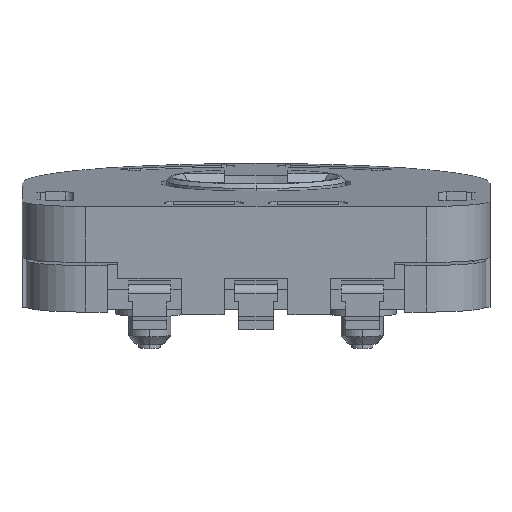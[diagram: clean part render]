
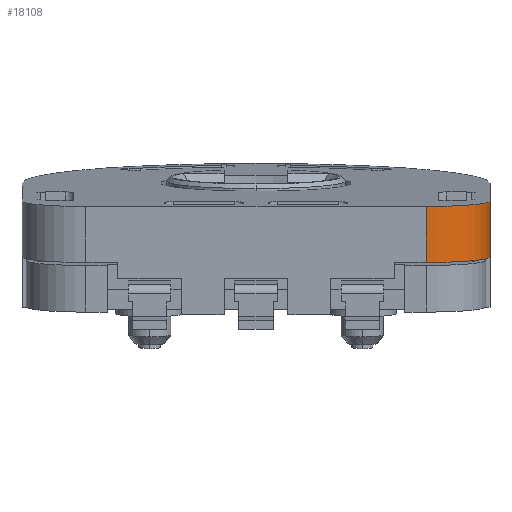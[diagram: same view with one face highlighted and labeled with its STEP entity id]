
A CAD part, front view. The second image highlights one B-rep face of the part: STEP entity #18108.
In plain terms, the highlighted cylindrical face has radius 1.5 mm (diameter 3 mm), a partial arc.
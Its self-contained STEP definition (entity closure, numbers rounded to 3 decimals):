
#8462 = PLANE('',#8463);
#8463 = AXIS2_PLACEMENT_3D('',#8464,#8465,#8466);
#8464 = CARTESIAN_POINT('',(-3.,-1.745,-77.86));
#8465 = DIRECTION('',(0.,0.996,0.084));
#8466 = DIRECTION('',(-1.,0.,0.));
#11244 = PLANE('',#11245);
#11245 = AXIS2_PLACEMENT_3D('',#11246,#11247,#11248);
#11246 = CARTESIAN_POINT('',(-7.,4.563,-75.32));
#11247 = DIRECTION('',(0.,-0.084,0.996));
#11248 = DIRECTION('',(0.,-0.996,-0.084));
#11296 = PLANE('',#11297);
#11297 = AXIS2_PLACEMENT_3D('',#11298,#11299,#11300);
#11298 = CARTESIAN_POINT('',(-1.5,4.732,-77.313));
#11299 = DIRECTION('',(-1.,0.,0.));
#11300 = DIRECTION('',(0.,-0.996,-0.084));
#12214 = PLANE('',#12215);
#12215 = AXIS2_PLACEMENT_3D('',#12216,#12217,#12218);
#12216 = CARTESIAN_POINT('',(-3.,-0.308,-77.056));
#12217 = DIRECTION('',(0.,0.084,-0.996));
#12218 = DIRECTION('',(0.,0.996,0.084));
#12526 = VERTEX_POINT('',#12527);
#12527 = CARTESIAN_POINT('',(-3.,-1.802,-77.183));
#12548 = EDGE_CURVE('',#12549,#12526,#12551,.T.);
#12549 = VERTEX_POINT('',#12550);
#12550 = CARTESIAN_POINT('',(-1.5,-0.308,-77.056));
#12551 = SURFACE_CURVE('',#12552,(#12557,#12564),.PCURVE_S1.);
#12552 = CIRCLE('',#12553,1.5);
#12553 = AXIS2_PLACEMENT_3D('',#12554,#12555,#12556);
#12554 = CARTESIAN_POINT('',(-3.,-0.308,-77.056));
#12555 = DIRECTION('',(0.,0.084,-0.996));
#12556 = DIRECTION('',(1.,0.,0.));
#12557 = PCURVE('',#12214,#12558);
#12558 = DEFINITIONAL_REPRESENTATION('',(#12559),#12563);
#12559 = CIRCLE('',#12560,1.5);
#12560 = AXIS2_PLACEMENT_2D('',#12561,#12562);
#12561 = CARTESIAN_POINT('',(0.,0.));
#12562 = DIRECTION('',(0.,1.));
#12563 = ( GEOMETRIC_REPRESENTATION_CONTEXT(2) 
PARAMETRIC_REPRESENTATION_CONTEXT() REPRESENTATION_CONTEXT('2D SPACE',''
  ) );
#12564 = PCURVE('',#12565,#12570);
#12565 = CYLINDRICAL_SURFACE('',#12566,1.5);
#12566 = AXIS2_PLACEMENT_3D('',#12567,#12568,#12569);
#12567 = CARTESIAN_POINT('',(-3.,-0.25,-77.734));
#12568 = DIRECTION('',(0.,-0.084,0.996));
#12569 = DIRECTION('',(0.,-0.996,-0.084));
#12570 = DEFINITIONAL_REPRESENTATION('',(#12571),#12575);
#12571 = LINE('',#12572,#12573);
#12572 = CARTESIAN_POINT('',(1.571,0.68));
#12573 = VECTOR('',#12574,1.);
#12574 = DIRECTION('',(-1.,0.));
#12575 = ( GEOMETRIC_REPRESENTATION_CONTEXT(2) 
PARAMETRIC_REPRESENTATION_CONTEXT() REPRESENTATION_CONTEXT('2D SPACE',''
  ) );
#13390 = VERTEX_POINT('',#13391);
#13391 = CARTESIAN_POINT('',(-3.,-1.914,-75.867));
#13412 = EDGE_CURVE('',#13390,#12526,#13413,.T.);
#13413 = SURFACE_CURVE('',#13414,(#13418,#13425),.PCURVE_S1.);
#13414 = LINE('',#13415,#13416);
#13415 = CARTESIAN_POINT('',(-3.,-1.914,-75.867));
#13416 = VECTOR('',#13417,1.);
#13417 = DIRECTION('',(0.,0.084,-0.996));
#13418 = PCURVE('',#8462,#13419);
#13419 = DEFINITIONAL_REPRESENTATION('',(#13420),#13424);
#13420 = LINE('',#13421,#13422);
#13421 = CARTESIAN_POINT('',(0.,2.));
#13422 = VECTOR('',#13423,1.);
#13423 = DIRECTION('',(0.,-1.));
#13424 = ( GEOMETRIC_REPRESENTATION_CONTEXT(2) 
PARAMETRIC_REPRESENTATION_CONTEXT() REPRESENTATION_CONTEXT('2D SPACE',''
  ) );
#13425 = PCURVE('',#12565,#13426);
#13426 = DEFINITIONAL_REPRESENTATION('',(#13427),#13431);
#13427 = LINE('',#13428,#13429);
#13428 = CARTESIAN_POINT('',(0.,2.));
#13429 = VECTOR('',#13430,1.);
#13430 = DIRECTION('',(0.,-1.));
#13431 = ( GEOMETRIC_REPRESENTATION_CONTEXT(2) 
PARAMETRIC_REPRESENTATION_CONTEXT() REPRESENTATION_CONTEXT('2D SPACE',''
  ) );
#15713 = EDGE_CURVE('',#13390,#15714,#15716,.T.);
#15714 = VERTEX_POINT('',#15715);
#15715 = CARTESIAN_POINT('',(-1.5,-0.419,-75.741));
#15716 = SURFACE_CURVE('',#15717,(#15722,#15729),.PCURVE_S1.);
#15717 = CIRCLE('',#15718,1.5);
#15718 = AXIS2_PLACEMENT_3D('',#15719,#15720,#15721);
#15719 = CARTESIAN_POINT('',(-3.,-0.419,-75.741));
#15720 = DIRECTION('',(0.,-0.084,0.996));
#15721 = DIRECTION('',(0.,-0.996,-0.084));
#15722 = PCURVE('',#11244,#15723);
#15723 = DEFINITIONAL_REPRESENTATION('',(#15724),#15728);
#15724 = CIRCLE('',#15725,1.5);
#15725 = AXIS2_PLACEMENT_2D('',#15726,#15727);
#15726 = CARTESIAN_POINT('',(5.,4.));
#15727 = DIRECTION('',(1.,0.));
#15728 = ( GEOMETRIC_REPRESENTATION_CONTEXT(2) 
PARAMETRIC_REPRESENTATION_CONTEXT() REPRESENTATION_CONTEXT('2D SPACE',''
  ) );
#15729 = PCURVE('',#12565,#15730);
#15730 = DEFINITIONAL_REPRESENTATION('',(#15731),#15735);
#15731 = LINE('',#15732,#15733);
#15732 = CARTESIAN_POINT('',(0.,2.));
#15733 = VECTOR('',#15734,1.);
#15734 = DIRECTION('',(1.,0.));
#15735 = ( GEOMETRIC_REPRESENTATION_CONTEXT(2) 
PARAMETRIC_REPRESENTATION_CONTEXT() REPRESENTATION_CONTEXT('2D SPACE',''
  ) );
#18108 = ADVANCED_FACE('',(#18109),#12565,.T.);
#18109 = FACE_BOUND('',#18110,.T.);
#18110 = EDGE_LOOP('',(#18111,#18112,#18113,#18134));
#18111 = ORIENTED_EDGE('',*,*,#13412,.T.);
#18112 = ORIENTED_EDGE('',*,*,#12548,.F.);
#18113 = ORIENTED_EDGE('',*,*,#18114,.T.);
#18114 = EDGE_CURVE('',#12549,#15714,#18115,.T.);
#18115 = SURFACE_CURVE('',#18116,(#18120,#18127),.PCURVE_S1.);
#18116 = LINE('',#18117,#18118);
#18117 = CARTESIAN_POINT('',(-1.5,-0.308,-77.056));
#18118 = VECTOR('',#18119,1.);
#18119 = DIRECTION('',(0.,-0.084,0.996));
#18120 = PCURVE('',#12565,#18121);
#18121 = DEFINITIONAL_REPRESENTATION('',(#18122),#18126);
#18122 = LINE('',#18123,#18124);
#18123 = CARTESIAN_POINT('',(1.571,0.68));
#18124 = VECTOR('',#18125,1.);
#18125 = DIRECTION('',(0.,1.));
#18126 = ( GEOMETRIC_REPRESENTATION_CONTEXT(2) 
PARAMETRIC_REPRESENTATION_CONTEXT() REPRESENTATION_CONTEXT('2D SPACE',''
  ) );
#18127 = PCURVE('',#11296,#18128);
#18128 = DEFINITIONAL_REPRESENTATION('',(#18129),#18133);
#18129 = LINE('',#18130,#18131);
#18130 = CARTESIAN_POINT('',(5.,0.68));
#18131 = VECTOR('',#18132,1.);
#18132 = DIRECTION('',(0.,1.));
#18133 = ( GEOMETRIC_REPRESENTATION_CONTEXT(2) 
PARAMETRIC_REPRESENTATION_CONTEXT() REPRESENTATION_CONTEXT('2D SPACE',''
  ) );
#18134 = ORIENTED_EDGE('',*,*,#15713,.F.);
